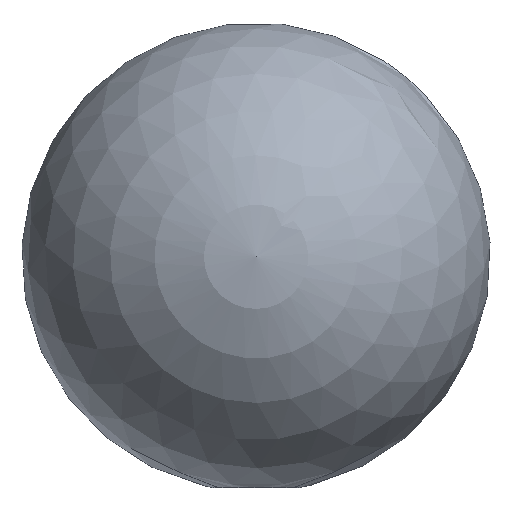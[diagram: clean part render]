
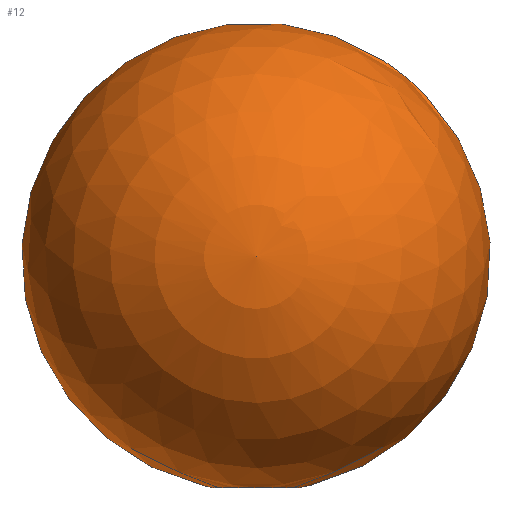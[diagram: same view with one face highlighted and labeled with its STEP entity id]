
A CAD part, top view. The second image highlights one B-rep face of the part: STEP entity #12.
In plain terms, the highlighted spherical face has radius 20 mm.
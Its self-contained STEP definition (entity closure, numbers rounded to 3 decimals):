
#7 = DIRECTION ( 'NONE',  ( 0., 0., 1. ) ) ;
#12 = ADVANCED_FACE ( 'NONE', ( #113 ), #103, .T. ) ;
#13 = CIRCLE ( 'NONE', #121, 3.683 ) ;
#15 = ORIENTED_EDGE ( 'NONE', *, *, #99, .F. ) ;
#20 = CARTESIAN_POINT ( 'NONE',  ( 0., 0.342, 0. ) ) ;
#32 = CARTESIAN_POINT ( 'NONE',  ( 0., 20., 0. ) ) ;
#43 = DIRECTION ( 'NONE',  ( 0., 0., -1. ) ) ;
#46 = EDGE_LOOP ( 'NONE', ( #15 ) ) ;
#61 = DIRECTION ( 'NONE',  ( 0., -1., 0. ) ) ;
#65 = DIRECTION ( 'NONE',  ( -1., 0., 0. ) ) ;
#99 = EDGE_CURVE ( 'NONE', #146, #146, #13, .T. ) ;
#103 = SPHERICAL_SURFACE ( 'NONE', #117, 20. ) ;
#113 = FACE_OUTER_BOUND ( 'NONE', #46, .T. ) ;
#117 = AXIS2_PLACEMENT_3D ( 'NONE', #32, #43, #65 ) ;
#121 = AXIS2_PLACEMENT_3D ( 'NONE', #20, #61, #7 ) ;
#141 = CARTESIAN_POINT ( 'NONE',  ( 0., 0.342, 3.683 ) ) ;
#146 = VERTEX_POINT ( 'NONE', #141 ) ;
